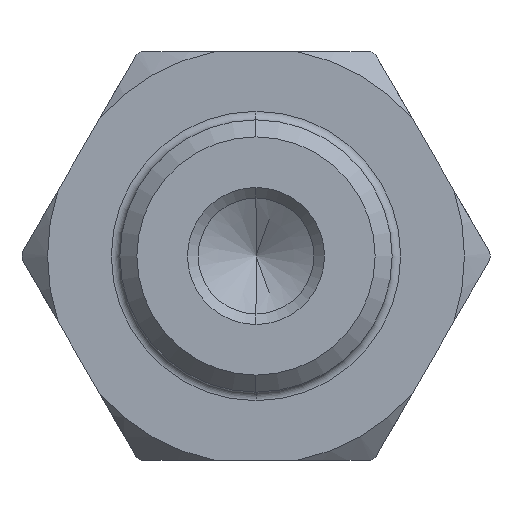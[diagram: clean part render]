
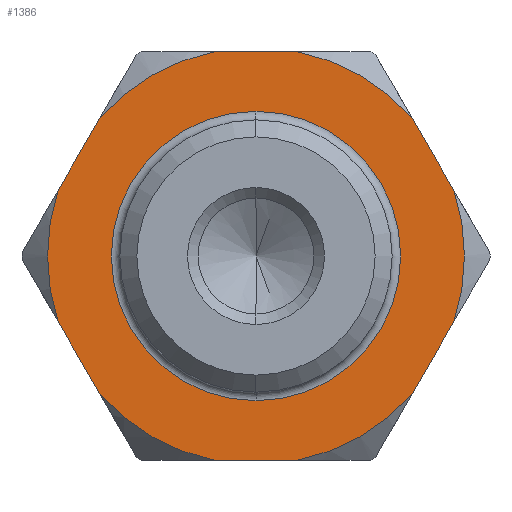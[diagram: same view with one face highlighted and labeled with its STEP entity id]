
A CAD part, left-side view. The second image highlights one B-rep face of the part: STEP entity #1386.
In plain terms, the highlighted planar face has unit normal (-1, 0, 0).
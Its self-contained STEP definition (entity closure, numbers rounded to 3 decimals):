
#31 = ORIENTED_EDGE ( 'NONE', *, *, #898, .T. ) ;
#36 = CARTESIAN_POINT ( 'NONE',  ( -212., -2.462, -12. ) ) ;
#72 = EDGE_CURVE ( 'NONE', #1509, #325, #868, .T. ) ;
#81 = VERTEX_POINT ( 'NONE', #1258 ) ;
#106 = AXIS2_PLACEMENT_3D ( 'NONE', #1006, #993, #933 ) ;
#108 = VERTEX_POINT ( 'NONE', #1025 ) ;
#113 = CARTESIAN_POINT ( 'NONE',  ( -212., -2.462, 12. ) ) ;
#126 = VECTOR ( 'NONE', #1020, 1000. ) ;
#130 = VERTEX_POINT ( 'NONE', #766 ) ;
#145 = EDGE_LOOP ( 'NONE', ( #1130, #1242 ) ) ;
#153 = AXIS2_PLACEMENT_3D ( 'NONE', #489, #473, #471 ) ;
#154 = ORIENTED_EDGE ( 'NONE', *, *, #558, .T. ) ;
#159 = EDGE_CURVE ( 'NONE', #380, #1536, #1060, .T. ) ;
#166 = CARTESIAN_POINT ( 'NONE',  ( -212., 0., 8.5 ) ) ;
#247 = VERTEX_POINT ( 'NONE', #113 ) ;
#278 = EDGE_CURVE ( 'NONE', #1536, #380, #1306, .T. ) ;
#285 = VERTEX_POINT ( 'NONE', #1053 ) ;
#286 = ORIENTED_EDGE ( 'NONE', *, *, #875, .T. ) ;
#304 = VECTOR ( 'NONE', #1473, 1000. ) ;
#306 = VERTEX_POINT ( 'NONE', #1179 ) ;
#315 = ORIENTED_EDGE ( 'NONE', *, *, #1385, .T. ) ;
#324 = CIRCLE ( 'NONE', #884, 12.25 ) ;
#325 = VERTEX_POINT ( 'NONE', #1602 ) ;
#357 = LINE ( 'NONE', #466, #821 ) ;
#371 = AXIS2_PLACEMENT_3D ( 'NONE', #882, #876, #800 ) ;
#380 = VERTEX_POINT ( 'NONE', #166 ) ;
#410 = FACE_OUTER_BOUND ( 'NONE', #1264, .T. ) ;
#445 = FACE_BOUND ( 'NONE', #145, .T. ) ;
#466 = CARTESIAN_POINT ( 'NONE',  ( -212., -6.928, 12. ) ) ;
#471 = DIRECTION ( 'NONE',  ( 0., 0., -1. ) ) ;
#473 = DIRECTION ( 'NONE',  ( 1., 0., 0. ) ) ;
#489 = CARTESIAN_POINT ( 'NONE',  ( -212., 0., 0. ) ) ;
#511 = EDGE_CURVE ( 'NONE', #247, #285, #357, .T. ) ;
#521 = EDGE_CURVE ( 'NONE', #306, #1509, #1104, .T. ) ;
#552 = CARTESIAN_POINT ( 'NONE',  ( -212., -6.928, -12. ) ) ;
#554 = DIRECTION ( 'NONE',  ( 0., 0., -1. ) ) ;
#556 = AXIS2_PLACEMENT_3D ( 'NONE', #621, #615, #554 ) ;
#558 = EDGE_CURVE ( 'NONE', #108, #654, #1062, .T. ) ;
#571 = DIRECTION ( 'NONE',  ( 0., 0., -1. ) ) ;
#577 = DIRECTION ( 'NONE',  ( 1., 0., 0. ) ) ;
#581 = CIRCLE ( 'NONE', #1005, 12.25 ) ;
#607 = VERTEX_POINT ( 'NONE', #738 ) ;
#609 = ORIENTED_EDGE ( 'NONE', *, *, #646, .T. ) ;
#615 = DIRECTION ( 'NONE',  ( -1., 0., 0. ) ) ;
#621 = CARTESIAN_POINT ( 'NONE',  ( -212., 0., 0. ) ) ;
#643 = EDGE_CURVE ( 'NONE', #607, #130, #714, .T. ) ;
#644 = CARTESIAN_POINT ( 'NONE',  ( -212., 9.161, -8.132 ) ) ;
#646 = EDGE_CURVE ( 'NONE', #81, #1463, #996, .T. ) ;
#647 = AXIS2_PLACEMENT_3D ( 'NONE', #921, #797, #785 ) ;
#654 = VERTEX_POINT ( 'NONE', #1447 ) ;
#696 = ORIENTED_EDGE ( 'NONE', *, *, #511, .T. ) ;
#714 = LINE ( 'NONE', #1558, #1645 ) ;
#723 = DIRECTION ( 'NONE',  ( 0., 0.5, 0.866 ) ) ;
#738 = CARTESIAN_POINT ( 'NONE',  ( -212., -11.623, 3.868 ) ) ;
#766 = CARTESIAN_POINT ( 'NONE',  ( -212., -9.161, 8.132 ) ) ;
#785 = DIRECTION ( 'NONE',  ( 0., 0., -1. ) ) ;
#797 = DIRECTION ( 'NONE',  ( 1., 0., 0. ) ) ;
#800 = DIRECTION ( 'NONE',  ( 0., 0., -1. ) ) ;
#821 = VECTOR ( 'NONE', #861, 1000. ) ;
#830 = CARTESIAN_POINT ( 'NONE',  ( -212., 0., -8.5 ) ) ;
#833 = CARTESIAN_POINT ( 'NONE',  ( -212., 6.928, 12. ) ) ;
#861 = DIRECTION ( 'NONE',  ( 0., 1., 0. ) ) ;
#868 = CIRCLE ( 'NONE', #1369, 12.25 ) ;
#875 = EDGE_CURVE ( 'NONE', #325, #1518, #1328, .T. ) ;
#876 = DIRECTION ( 'NONE',  ( -1., 0., 0. ) ) ;
#882 = CARTESIAN_POINT ( 'NONE',  ( -212., 0., 0. ) ) ;
#884 = AXIS2_PLACEMENT_3D ( 'NONE', #1372, #1271, #1260 ) ;
#898 = EDGE_CURVE ( 'NONE', #130, #247, #324, .T. ) ;
#899 = PLANE ( 'NONE',  #647 ) ;
#921 = CARTESIAN_POINT ( 'NONE',  ( -212., 13.75, 0. ) ) ;
#923 = CIRCLE ( 'NONE', #106, 12.25 ) ;
#933 = DIRECTION ( 'NONE',  ( 0., 0., -1. ) ) ;
#935 = DIRECTION ( 'NONE',  ( 0., -0.5, 0.866 ) ) ;
#940 = ORIENTED_EDGE ( 'NONE', *, *, #1376, .T. ) ;
#942 = AXIS2_PLACEMENT_3D ( 'NONE', #947, #577, #571 ) ;
#947 = CARTESIAN_POINT ( 'NONE',  ( -212., 0., 0. ) ) ;
#988 = CARTESIAN_POINT ( 'NONE',  ( -212., 0., 0. ) ) ;
#993 = DIRECTION ( 'NONE',  ( -1., 0., 0. ) ) ;
#996 = LINE ( 'NONE', #1483, #304 ) ;
#1005 = AXIS2_PLACEMENT_3D ( 'NONE', #988, #1153, #1116 ) ;
#1006 = CARTESIAN_POINT ( 'NONE',  ( -212., 0., 0. ) ) ;
#1012 = VECTOR ( 'NONE', #935, 1000. ) ;
#1020 = DIRECTION ( 'NONE',  ( 0., -1., 0. ) ) ;
#1025 = CARTESIAN_POINT ( 'NONE',  ( -212., 9.161, 8.132 ) ) ;
#1040 = CIRCLE ( 'NONE', #556, 12.25 ) ;
#1053 = CARTESIAN_POINT ( 'NONE',  ( -212., 2.462, 12. ) ) ;
#1060 = CIRCLE ( 'NONE', #153, 8.5 ) ;
#1062 = LINE ( 'NONE', #833, #1349 ) ;
#1079 = CIRCLE ( 'NONE', #371, 12.25 ) ;
#1104 = LINE ( 'NONE', #1535, #126 ) ;
#1116 = DIRECTION ( 'NONE',  ( 0., 0., -1. ) ) ;
#1130 = ORIENTED_EDGE ( 'NONE', *, *, #278, .T. ) ;
#1153 = DIRECTION ( 'NONE',  ( -1., 0., 0. ) ) ;
#1179 = CARTESIAN_POINT ( 'NONE',  ( -212., 2.462, -12. ) ) ;
#1242 = ORIENTED_EDGE ( 'NONE', *, *, #159, .T. ) ;
#1256 = EDGE_CURVE ( 'NONE', #285, #108, #581, .T. ) ;
#1258 = CARTESIAN_POINT ( 'NONE',  ( -212., 11.623, -3.868 ) ) ;
#1260 = DIRECTION ( 'NONE',  ( 0., 0., -1. ) ) ;
#1264 = EDGE_LOOP ( 'NONE', ( #1374, #31, #696, #1340, #154, #315, #609, #940, #1330, #1568, #286, #1619 ) ) ;
#1271 = DIRECTION ( 'NONE',  ( -1., 0., 0. ) ) ;
#1291 = DIRECTION ( 'NONE',  ( 0., 0., -1. ) ) ;
#1306 = CIRCLE ( 'NONE', #942, 8.5 ) ;
#1312 = DIRECTION ( 'NONE',  ( -1., 0., 0. ) ) ;
#1318 = CARTESIAN_POINT ( 'NONE',  ( -212., 0., 0. ) ) ;
#1328 = LINE ( 'NONE', #552, #1012 ) ;
#1330 = ORIENTED_EDGE ( 'NONE', *, *, #521, .T. ) ;
#1340 = ORIENTED_EDGE ( 'NONE', *, *, #1256, .T. ) ;
#1349 = VECTOR ( 'NONE', #1355, 1000. ) ;
#1355 = DIRECTION ( 'NONE',  ( 0., 0.5, -0.866 ) ) ;
#1369 = AXIS2_PLACEMENT_3D ( 'NONE', #1318, #1312, #1291 ) ;
#1372 = CARTESIAN_POINT ( 'NONE',  ( -212., 0., 0. ) ) ;
#1374 = ORIENTED_EDGE ( 'NONE', *, *, #643, .T. ) ;
#1376 = EDGE_CURVE ( 'NONE', #1463, #306, #923, .T. ) ;
#1385 = EDGE_CURVE ( 'NONE', #654, #81, #1079, .T. ) ;
#1386 = ADVANCED_FACE ( 'NONE', ( #445, #410 ), #899, .F. ) ;
#1426 = EDGE_CURVE ( 'NONE', #1518, #607, #1040, .T. ) ;
#1429 = CARTESIAN_POINT ( 'NONE',  ( -212., -11.623, -3.868 ) ) ;
#1447 = CARTESIAN_POINT ( 'NONE',  ( -212., 11.623, 3.868 ) ) ;
#1463 = VERTEX_POINT ( 'NONE', #644 ) ;
#1473 = DIRECTION ( 'NONE',  ( 0., -0.5, -0.866 ) ) ;
#1483 = CARTESIAN_POINT ( 'NONE',  ( -212., 13.856, 0. ) ) ;
#1509 = VERTEX_POINT ( 'NONE', #36 ) ;
#1518 = VERTEX_POINT ( 'NONE', #1429 ) ;
#1535 = CARTESIAN_POINT ( 'NONE',  ( -212., 6.928, -12. ) ) ;
#1536 = VERTEX_POINT ( 'NONE', #830 ) ;
#1558 = CARTESIAN_POINT ( 'NONE',  ( -212., -13.856, 0. ) ) ;
#1568 = ORIENTED_EDGE ( 'NONE', *, *, #72, .T. ) ;
#1602 = CARTESIAN_POINT ( 'NONE',  ( -212., -9.161, -8.132 ) ) ;
#1619 = ORIENTED_EDGE ( 'NONE', *, *, #1426, .T. ) ;
#1645 = VECTOR ( 'NONE', #723, 1000. ) ;
